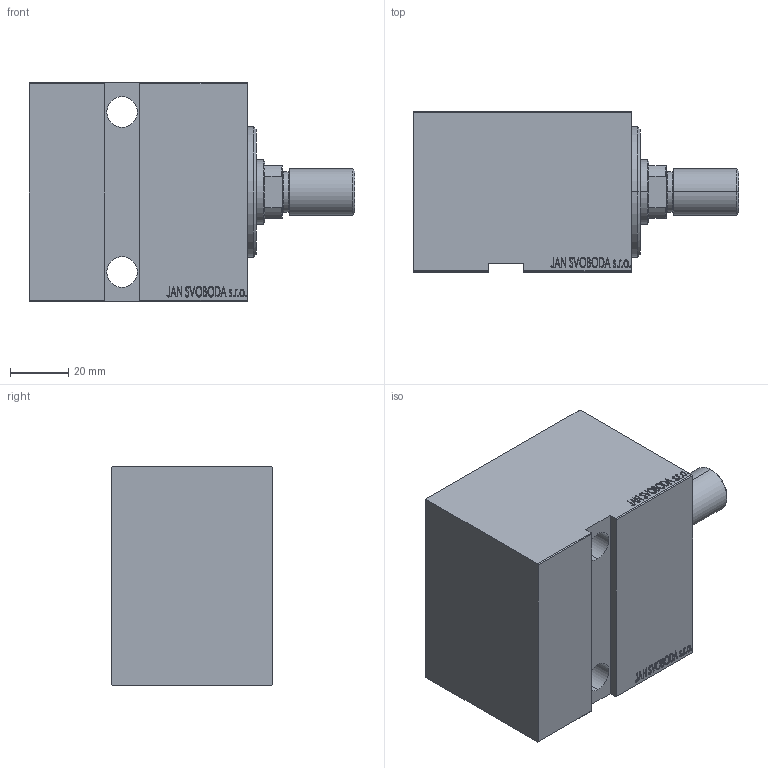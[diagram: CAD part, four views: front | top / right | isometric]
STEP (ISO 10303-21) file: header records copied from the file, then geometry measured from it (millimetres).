
FILE_DESCRIPTION (( 'STEP AP203' ), '1' );
FILE_NAME ('cfaa.STEP', '2024-02-11T19:51:53', ( '' ), ( '' ), 'SwSTEP 2.0', 'SolidWorks 2019', '' );
FILE_SCHEMA (( 'CONFIG_CONTROL_DESIGN' ));
Length unit declared in the file: millimetre
Products named in the file (5): V450CM_E_Body c5151aa6148cb1aa3190b0337a47efb8; cfaa; V450CM_VC_B c5151aa6148cb1aa3190b0337a47efb8; V450CM_MALE_METRIC c5151aa6148cb1aa3190b0337a47efb8; V450CM_E_VCP c5151aa6148cb1aa3190b0337a47efb8
Assembly tree (4 placements, depth 2):
  cfaa
    V450CM_E_Body c5151aa6148cb1aa3190b0337a47efb8
    V450CM_E_VCP c5151aa6148cb1aa3190b0337a47efb8
    V450CM_VC_B c5151aa6148cb1aa3190b0337a47efb8
    V450CM_MALE_METRIC c5151aa6148cb1aa3190b0337a47efb8
Bounding box: 112 x 55 x 75 mm (x, y, z)
Volume: 291175.3 mm3; surface area: 54708.4 mm2
Topology: 4 solids, 4 shells, 858 faces, 2196 edges, 1455 vertices
Faces by surface type: plane 412, bspline 380, cylinder 46, cone 18, torus 2
Entity records: 43209 total; most frequent: CARTESIAN_POINT 24374, ORIENTED_EDGE 4388, DIRECTION 2512, EDGE_CURVE 2194, VERTEX_POINT 1455, VECTOR 1310, LINE 1310, EDGE_LOOP 975
